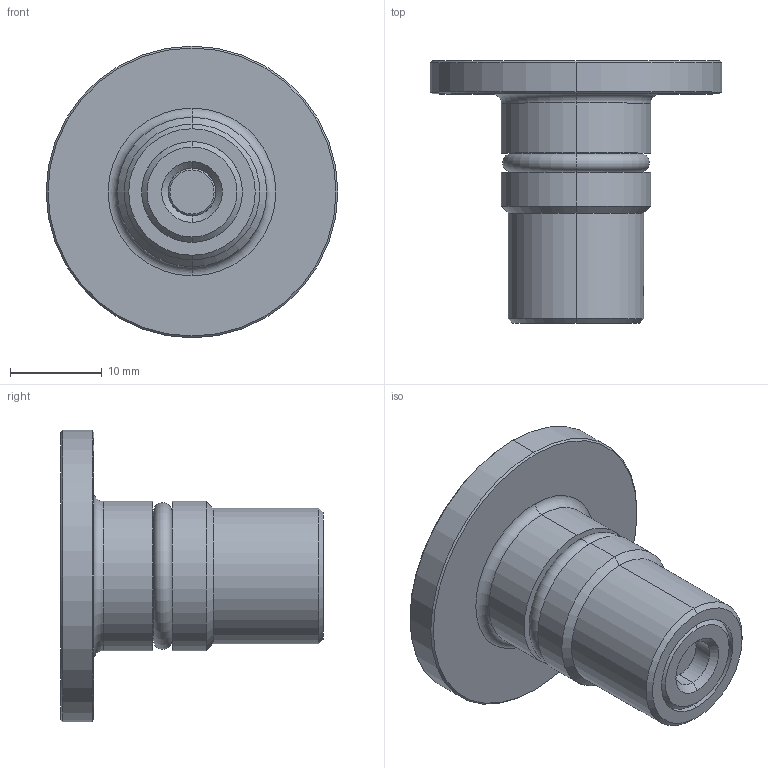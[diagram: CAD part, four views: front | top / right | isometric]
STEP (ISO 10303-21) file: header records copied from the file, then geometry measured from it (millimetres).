
FILE_DESCRIPTION (( 'STEP AP214' ), '1' );
FILE_NAME ('704 098 Verschlußstopfen für Speedy 1000 033-050.STEP', '2014-09-29T12:41:11', ( '' ), ( '' ), 'SwSTEP 2.0', 'SolidWorks 2013', '' );
FILE_SCHEMA (( 'AUTOMOTIVE_DESIGN' ));
Length unit declared in the file: millimetre
Products named in the file (1): 704 098 Verschlußstopfen für Speedy 1000 033-050
Bounding box: 31.8 x 28.61 x 31.8 mm (x, y, z)
Volume: 7296.5 mm3; surface area: 3497.3 mm2
Topology: 1 solids, 1 shells, 80 faces, 177 edges, 108 vertices
Faces by surface type: cylinder 25, plane 25, cone 16, torus 14
Entity records: 2950 total; most frequent: CARTESIAN_POINT 706, DIRECTION 396, ORIENTED_EDGE 354, EDGE_CURVE 177, AXIS2_PLACEMENT_3D 158, VERTEX_POINT 108, EDGE_LOOP 89, LINE 80
